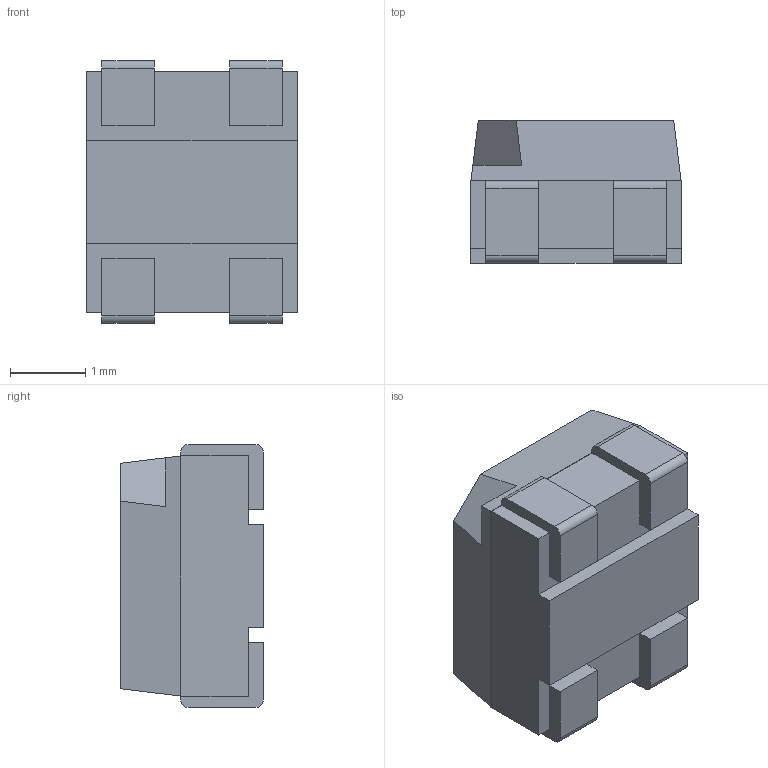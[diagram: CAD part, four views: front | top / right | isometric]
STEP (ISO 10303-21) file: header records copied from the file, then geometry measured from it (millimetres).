
FILE_DESCRIPTION (( 'STEP AP214' ), '1' );
FILE_NAME ('User Library-ASMB-MTB0-0A3A2.STEP', '2017-02-14T22:59:55', ( 'Windows User' ), ( '' ), 'SwSTEP 2.0', 'SolidWorks 2017', '' );
FILE_SCHEMA (( 'AUTOMOTIVE_DESIGN' ));
Length unit declared in the file: millimetre
Products named in the file (1): User Library-ASMB-MTB0-0A3A2
Bounding box: 2.8 x 1.9 x 3.5 mm (x, y, z)
Volume: 15.2 mm3; surface area: 60 mm2
Topology: 1 solids, 1 shells, 98 faces, 277 edges, 182 vertices
Faces by surface type: plane 82, cylinder 14, cone 2
Entity records: 3780 total; most frequent: CARTESIAN_POINT 558, ORIENTED_EDGE 554, DIRECTION 511, EDGE_CURVE 277, LINE 241, VECTOR 241, VERTEX_POINT 182, AXIS2_PLACEMENT_3D 135
